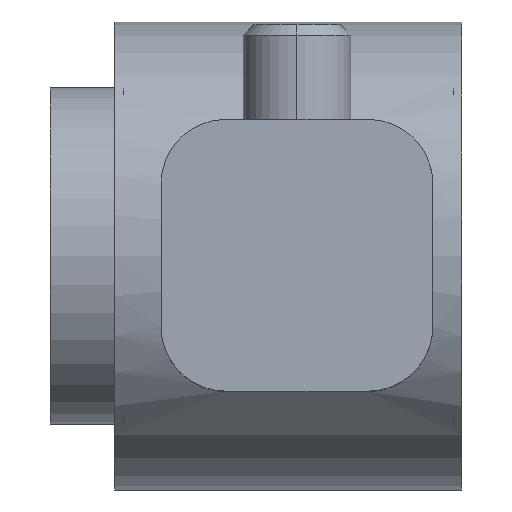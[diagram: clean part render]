
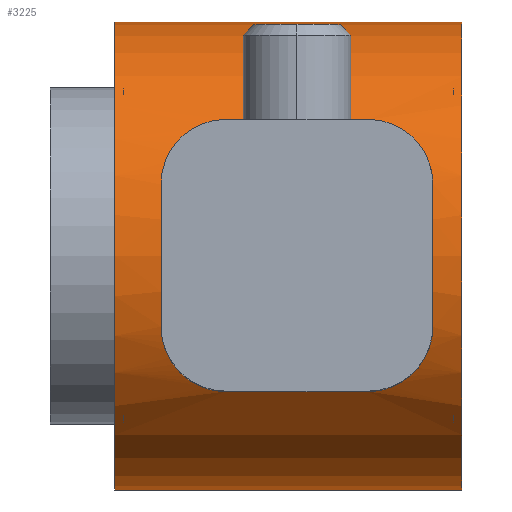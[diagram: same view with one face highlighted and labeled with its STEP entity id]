
A CAD part, top view. The second image highlights one B-rep face of the part: STEP entity #3225.
In plain terms, the highlighted cylindrical face has radius 54.25 mm (diameter 108.5 mm), a partial arc.
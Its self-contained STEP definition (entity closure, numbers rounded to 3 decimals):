
#292=DIRECTION('',(-1.,0.,0.));
#293=VECTOR('',#292,80.5);
#294=CARTESIAN_POINT('',(95.5,54.25,0.));
#295=LINE('',#294,#293);
#299=DIRECTION('',(-1.,0.,0.));
#300=VECTOR('',#299,80.5);
#301=CARTESIAN_POINT('',(95.5,-54.25,0.));
#302=LINE('',#301,#300);
#314=CARTESIAN_POINT('',(95.5,0.,0.));
#315=DIRECTION('',(1.,0.,0.));
#316=DIRECTION('',(0.,1.,0.));
#317=AXIS2_PLACEMENT_3D('',#314,#315,#316);
#322=CARTESIAN_POINT('',(88.75,0.,0.));
#323=DIRECTION('',(1.,0.,0.));
#324=DIRECTION('',(0.,0.304,0.953));
#325=AXIS2_PLACEMENT_3D('',#322,#323,#324);
#330=DIRECTION('',(1.,0.,0.));
#331=VECTOR('',#330,33.);
#332=CARTESIAN_POINT('',(40.75,31.5,44.168));
#333=LINE('',#332,#331);
#337=CARTESIAN_POINT('',(25.75,0.,0.));
#338=DIRECTION('',(1.,0.,0.));
#339=DIRECTION('',(0.,0.304,0.953));
#340=AXIS2_PLACEMENT_3D('',#337,#338,#339);
#345=DIRECTION('',(1.,0.,0.));
#346=VECTOR('',#345,33.);
#347=CARTESIAN_POINT('',(40.75,-31.5,44.168));
#348=LINE('',#347,#346);
#352=CARTESIAN_POINT('',(15.,0.,0.));
#353=DIRECTION('',(1.,0.,0.));
#354=DIRECTION('',(0.,1.,0.));
#355=AXIS2_PLACEMENT_3D('',#352,#353,#354);
#1562=CARTESIAN_POINT('',(73.75,31.5,44.168));
#1563=CARTESIAN_POINT('',(74.518,31.5,44.168));
#1564=CARTESIAN_POINT('',(76.089,31.383,44.252));
#1565=CARTESIAN_POINT('',(78.516,30.798,44.664));
#1566=CARTESIAN_POINT('',(80.864,29.788,45.348));
#1567=CARTESIAN_POINT('',(83.043,28.374,46.251));
#1568=CARTESIAN_POINT('',(85.026,26.517,47.347));
#1569=CARTESIAN_POINT('',(86.646,24.32,48.517));
#1570=CARTESIAN_POINT('',(87.848,21.865,49.675));
#1571=CARTESIAN_POINT('',(88.594,19.18,50.774));
#1572=CARTESIAN_POINT('',(88.75,17.39,51.396));
#1573=CARTESIAN_POINT('',(88.75,16.5,51.68));
#1638=CARTESIAN_POINT('',(25.75,16.5,51.68));
#1639=CARTESIAN_POINT('',(25.75,17.389,51.396));
#1640=CARTESIAN_POINT('',(25.906,19.18,50.774));
#1641=CARTESIAN_POINT('',(26.651,21.864,49.676));
#1642=CARTESIAN_POINT('',(27.853,24.319,48.517));
#1643=CARTESIAN_POINT('',(29.473,26.516,47.347));
#1644=CARTESIAN_POINT('',(31.456,28.373,46.252));
#1645=CARTESIAN_POINT('',(33.635,29.788,45.348));
#1646=CARTESIAN_POINT('',(35.984,30.798,44.664));
#1647=CARTESIAN_POINT('',(38.411,31.383,44.252));
#1648=CARTESIAN_POINT('',(39.983,31.5,44.168));
#1649=CARTESIAN_POINT('',(40.75,31.5,44.168));
#1758=CARTESIAN_POINT('',(40.75,-31.5,44.168));
#1759=CARTESIAN_POINT('',(39.982,-31.5,44.168));
#1760=CARTESIAN_POINT('',(38.411,-31.383,44.252));
#1761=CARTESIAN_POINT('',(35.984,-30.798,44.664));
#1762=CARTESIAN_POINT('',(33.636,-29.788,45.348));
#1763=CARTESIAN_POINT('',(31.457,-28.374,46.251));
#1764=CARTESIAN_POINT('',(29.474,-26.517,47.347));
#1765=CARTESIAN_POINT('',(27.854,-24.32,48.517));
#1766=CARTESIAN_POINT('',(26.652,-21.865,49.675));
#1767=CARTESIAN_POINT('',(25.906,-19.18,50.774));
#1768=CARTESIAN_POINT('',(25.75,-17.39,51.396));
#1769=CARTESIAN_POINT('',(25.75,-16.5,51.68));
#1788=CARTESIAN_POINT('',(88.75,-16.5,51.68));
#1789=CARTESIAN_POINT('',(88.75,-17.389,51.396));
#1790=CARTESIAN_POINT('',(88.594,-19.18,50.774));
#1791=CARTESIAN_POINT('',(87.849,-21.864,49.676));
#1792=CARTESIAN_POINT('',(86.647,-24.319,48.517));
#1793=CARTESIAN_POINT('',(85.027,-26.516,47.347));
#1794=CARTESIAN_POINT('',(83.044,-28.373,46.252));
#1795=CARTESIAN_POINT('',(80.865,-29.788,45.348));
#1796=CARTESIAN_POINT('',(78.516,-30.798,44.664));
#1797=CARTESIAN_POINT('',(76.089,-31.383,44.252));
#1798=CARTESIAN_POINT('',(74.517,-31.5,44.168));
#1799=CARTESIAN_POINT('',(73.75,-31.5,44.168));
#2636=CARTESIAN_POINT('',(95.5,54.25,0.));
#2637=CARTESIAN_POINT('',(15.,54.25,0.));
#2638=VERTEX_POINT('',#2636);
#2639=VERTEX_POINT('',#2637);
#2644=CARTESIAN_POINT('',(95.5,-54.25,0.));
#2645=CARTESIAN_POINT('',(15.,-54.25,0.));
#2646=VERTEX_POINT('',#2644);
#2647=VERTEX_POINT('',#2645);
#2653=CARTESIAN_POINT('',(40.75,31.5,44.168));
#2655=VERTEX_POINT('',#2653);
#2658=CARTESIAN_POINT('',(25.75,16.5,51.68));
#2659=VERTEX_POINT('',#2658);
#2661=CARTESIAN_POINT('',(88.75,16.5,51.68));
#2663=VERTEX_POINT('',#2661);
#2666=CARTESIAN_POINT('',(73.75,31.5,44.168));
#2667=VERTEX_POINT('',#2666);
#2669=CARTESIAN_POINT('',(25.75,-16.5,51.68));
#2671=VERTEX_POINT('',#2669);
#2674=CARTESIAN_POINT('',(40.75,-31.5,44.168));
#2675=VERTEX_POINT('',#2674);
#2677=CARTESIAN_POINT('',(73.75,-31.5,44.168));
#2679=VERTEX_POINT('',#2677);
#2682=CARTESIAN_POINT('',(88.75,-16.5,51.68));
#2683=VERTEX_POINT('',#2682);
#3195=CARTESIAN_POINT('',(-4.775,0.,0.));
#3196=DIRECTION('',(1.,0.,0.));
#3197=DIRECTION('',(0.,-1.,0.));
#3198=AXIS2_PLACEMENT_3D('',#3195,#3196,#3197);
#3199=CYLINDRICAL_SURFACE('',#3198,54.25);
#3200=ORIENTED_EDGE('',*,*,#3185,.F.);
#3201=ORIENTED_EDGE('',*,*,#3079,.T.);
#3202=ORIENTED_EDGE('',*,*,#3189,.T.);
#3204=ORIENTED_EDGE('',*,*,#3203,.F.);
#3205=EDGE_LOOP('',(#3200,#3201,#3202,#3204));
#3206=FACE_OUTER_BOUND('',#3205,.F.);
#3208=ORIENTED_EDGE('',*,*,#3207,.F.);
#3210=ORIENTED_EDGE('',*,*,#3209,.F.);
#3212=ORIENTED_EDGE('',*,*,#3211,.F.);
#3214=ORIENTED_EDGE('',*,*,#3213,.F.);
#3216=ORIENTED_EDGE('',*,*,#3215,.T.);
#3218=ORIENTED_EDGE('',*,*,#3217,.F.);
#3220=ORIENTED_EDGE('',*,*,#3219,.T.);
#3222=ORIENTED_EDGE('',*,*,#3221,.F.);
#3223=EDGE_LOOP('',(#3208,#3210,#3212,#3214,#3216,#3218,#3220,#3222));
#3224=FACE_BOUND('',#3223,.F.);
#3225=ADVANCED_FACE('',(#3206,#3224),#3199,.T.);
#318=CIRCLE('',#317,54.25);
#326=CIRCLE('',#325,54.25);
#341=CIRCLE('',#340,54.25);
#356=CIRCLE('',#355,54.25);
#1574=B_SPLINE_CURVE_WITH_KNOTS('',3,(#1562,#1563,#1564,#1565,#1566,#1567,#1568,
#1569,#1570,#1571,#1572,#1573),.UNSPECIFIED.,.F.,.F.,(4,1,1,1,1,1,1,1,1,4),
(0.,0.111,0.222,0.333,0.444,
0.556,0.667,0.778,0.889,1.),
.UNSPECIFIED.);
#1650=B_SPLINE_CURVE_WITH_KNOTS('',3,(#1638,#1639,#1640,#1641,#1642,#1643,#1644,
#1645,#1646,#1647,#1648,#1649),.UNSPECIFIED.,.F.,.F.,(4,1,1,1,1,1,1,1,1,4),
(0.,0.111,0.222,0.333,0.444,
0.556,0.667,0.778,0.889,1.),
.UNSPECIFIED.);
#1770=B_SPLINE_CURVE_WITH_KNOTS('',3,(#1758,#1759,#1760,#1761,#1762,#1763,#1764,
#1765,#1766,#1767,#1768,#1769),.UNSPECIFIED.,.F.,.F.,(4,1,1,1,1,1,1,1,1,4),
(0.,0.111,0.222,0.333,0.444,
0.556,0.667,0.778,0.889,1.),
.UNSPECIFIED.);
#1800=B_SPLINE_CURVE_WITH_KNOTS('',3,(#1788,#1789,#1790,#1791,#1792,#1793,#1794,
#1795,#1796,#1797,#1798,#1799),.UNSPECIFIED.,.F.,.F.,(4,1,1,1,1,1,1,1,1,4),
(0.,0.111,0.222,0.333,0.444,
0.556,0.667,0.778,0.889,1.),
.UNSPECIFIED.);
#3079=EDGE_CURVE('',#2638,#2646,#318,.T.);
#3185=EDGE_CURVE('',#2638,#2639,#295,.T.);
#3189=EDGE_CURVE('',#2646,#2647,#302,.T.);
#3203=EDGE_CURVE('',#2639,#2647,#356,.T.);
#3207=EDGE_CURVE('',#2663,#2683,#326,.T.);
#3209=EDGE_CURVE('',#2667,#2663,#1574,.T.);
#3211=EDGE_CURVE('',#2655,#2667,#333,.T.);
#3213=EDGE_CURVE('',#2659,#2655,#1650,.T.);
#3215=EDGE_CURVE('',#2659,#2671,#341,.T.);
#3217=EDGE_CURVE('',#2675,#2671,#1770,.T.);
#3219=EDGE_CURVE('',#2675,#2679,#348,.T.);
#3221=EDGE_CURVE('',#2683,#2679,#1800,.T.);
